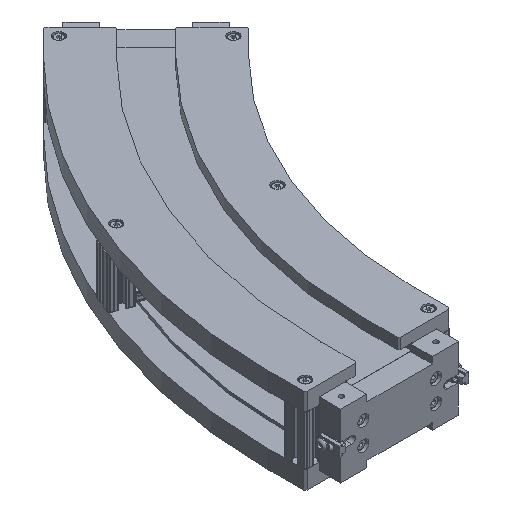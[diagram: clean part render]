
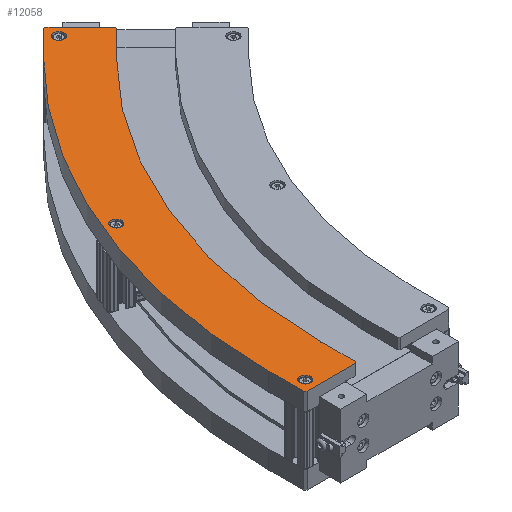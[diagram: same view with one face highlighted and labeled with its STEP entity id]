
A CAD part, isometric view. The second image highlights one B-rep face of the part: STEP entity #12058.
In plain terms, the highlighted planar face has unit normal (0, 0, 1).
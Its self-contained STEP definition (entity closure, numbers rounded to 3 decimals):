
#325=FACE_BOUND('',#1763,.T.);
#326=FACE_BOUND('',#1764,.T.);
#327=FACE_BOUND('',#1765,.T.);
#596=PLANE('',#13263);
#1123=FACE_OUTER_BOUND('',#1762,.T.);
#1762=EDGE_LOOP('',(#10074,#10075,#10076,#10077,#10078,#10079,#10080,#10081,
#10082,#10083,#10084,#10085));
#1763=EDGE_LOOP('',(#10086));
#1764=EDGE_LOOP('',(#10087));
#1765=EDGE_LOOP('',(#10088));
#2770=LINE('',#19377,#3936);
#2775=LINE('',#19386,#3941);
#2789=LINE('',#19456,#3955);
#2791=LINE('',#19460,#3957);
#2815=LINE('',#19514,#3981);
#2820=LINE('',#19523,#3986);
#2825=LINE('',#19537,#3991);
#2833=LINE('',#19558,#3999);
#2837=LINE('',#19569,#4003);
#2840=LINE('',#19576,#4006);
#3936=VECTOR('',#15850,10.);
#3941=VECTOR('',#15859,10.);
#3955=VECTOR('',#15947,10.);
#3957=VECTOR('',#15951,10.);
#3981=VECTOR('',#15993,10.);
#3986=VECTOR('',#16000,10.);
#3991=VECTOR('',#16015,10.);
#3999=VECTOR('',#16043,10.);
#4003=VECTOR('',#16059,10.);
#4006=VECTOR('',#16068,10.);
#4637=CIRCLE('',#13194,7.5);
#4643=CIRCLE('',#13206,7.5);
#4649=CIRCLE('',#13218,7.5);
#4661=CIRCLE('',#13254,679.);
#4662=CIRCLE('',#13260,750.);
#5545=VERTEX_POINT('',#19374);
#5546=VERTEX_POINT('',#19376);
#5547=VERTEX_POINT('',#19383);
#5548=VERTEX_POINT('',#19385);
#5551=VERTEX_POINT('',#19394);
#5557=VERTEX_POINT('',#19416);
#5563=VERTEX_POINT('',#19438);
#5567=VERTEX_POINT('',#19455);
#5568=VERTEX_POINT('',#19459);
#5589=VERTEX_POINT('',#19513);
#5592=VERTEX_POINT('',#19521);
#5596=VERTEX_POINT('',#19536);
#5599=VERTEX_POINT('',#19557);
#5600=VERTEX_POINT('',#19568);
#5601=VERTEX_POINT('',#19572);
#7055=EDGE_CURVE('',#5546,#5545,#2770,.T.);
#7060=EDGE_CURVE('',#5547,#5548,#2775,.T.);
#7064=EDGE_CURVE('',#5551,#5551,#4637,.T.);
#7074=EDGE_CURVE('',#5557,#5557,#4643,.T.);
#7084=EDGE_CURVE('',#5563,#5563,#4649,.T.);
#7092=EDGE_CURVE('',#5546,#5567,#2789,.T.);
#7094=EDGE_CURVE('',#5568,#5548,#2791,.T.);
#7122=EDGE_CURVE('',#5589,#5545,#2815,.T.);
#7127=EDGE_CURVE('',#5589,#5592,#2820,.T.);
#7134=EDGE_CURVE('',#5568,#5596,#2825,.T.);
#7144=EDGE_CURVE('',#5599,#5596,#2833,.T.);
#7146=EDGE_CURVE('',#5592,#5599,#4661,.T.);
#7149=EDGE_CURVE('',#5600,#5567,#2837,.T.);
#7151=EDGE_CURVE('',#5601,#5600,#4662,.T.);
#7153=EDGE_CURVE('',#5547,#5601,#2840,.T.);
#10074=ORIENTED_EDGE('',*,*,#7092,.F.);
#10075=ORIENTED_EDGE('',*,*,#7055,.T.);
#10076=ORIENTED_EDGE('',*,*,#7122,.F.);
#10077=ORIENTED_EDGE('',*,*,#7127,.T.);
#10078=ORIENTED_EDGE('',*,*,#7146,.T.);
#10079=ORIENTED_EDGE('',*,*,#7144,.T.);
#10080=ORIENTED_EDGE('',*,*,#7134,.F.);
#10081=ORIENTED_EDGE('',*,*,#7094,.T.);
#10082=ORIENTED_EDGE('',*,*,#7060,.F.);
#10083=ORIENTED_EDGE('',*,*,#7153,.T.);
#10084=ORIENTED_EDGE('',*,*,#7151,.T.);
#10085=ORIENTED_EDGE('',*,*,#7149,.T.);
#10086=ORIENTED_EDGE('',*,*,#7064,.T.);
#10087=ORIENTED_EDGE('',*,*,#7074,.T.);
#10088=ORIENTED_EDGE('',*,*,#7084,.T.);
#12058=ADVANCED_FACE('',(#1123,#325,#326,#327),#596,.T.);
#13194=AXIS2_PLACEMENT_3D('',#19395,#15869,#15870);
#13206=AXIS2_PLACEMENT_3D('',#19417,#15897,#15898);
#13218=AXIS2_PLACEMENT_3D('',#19439,#15925,#15926);
#13254=AXIS2_PLACEMENT_3D('',#19561,#16047,#16048);
#13260=AXIS2_PLACEMENT_3D('',#19573,#16063,#16064);
#13263=AXIS2_PLACEMENT_3D('',#19578,#16071,#16072);
#15850=DIRECTION('',(-0.707,-0.707,0.));
#15859=DIRECTION('',(-0.707,-0.707,0.));
#15869=DIRECTION('center_axis',(0.,0.,-1.));
#15870=DIRECTION('ref_axis',(1.,0.,0.));
#15897=DIRECTION('center_axis',(0.,0.,-1.));
#15898=DIRECTION('ref_axis',(1.,0.,0.));
#15925=DIRECTION('center_axis',(0.,0.,-1.));
#15926=DIRECTION('ref_axis',(1.,0.,0.));
#15947=DIRECTION('',(1.,0.,0.));
#15951=DIRECTION('',(1.,0.,0.));
#15993=DIRECTION('',(0.,1.,0.));
#16000=DIRECTION('',(0.707,-0.707,0.));
#16015=DIRECTION('',(-0.707,0.707,0.));
#16043=DIRECTION('',(0.,-1.,0.));
#16047=DIRECTION('center_axis',(0.,0.,-1.));
#16048=DIRECTION('ref_axis',(1.,0.,0.));
#16059=DIRECTION('',(-0.707,0.707,0.));
#16063=DIRECTION('center_axis',(0.,0.,1.));
#16064=DIRECTION('ref_axis',(1.,0.,0.));
#16068=DIRECTION('',(0.,1.,0.));
#16071=DIRECTION('center_axis',(0.,0.,1.));
#16072=DIRECTION('ref_axis',(1.,0.,0.));
#19374=CARTESIAN_POINT('',(446.184,516.895,14.5));
#19376=CARTESIAN_POINT('',(493.207,563.918,14.5));
#19377=CARTESIAN_POINT('',(494.975,565.685,14.5));
#19383=CARTESIAN_POINT('',(750.,-47.5,14.5));
#19385=CARTESIAN_POINT('',(747.5,-50.,14.5));
#19386=CARTESIAN_POINT('',(730.,-67.5,14.5));
#19394=CARTESIAN_POINT('',(671.551,281.272,14.5));
#19395=CARTESIAN_POINT('Origin',(679.051,281.272,14.5));
#19416=CARTESIAN_POINT('',(487.475,544.472,14.5));
#19417=CARTESIAN_POINT('Origin',(494.975,544.472,14.5));
#19438=CARTESIAN_POINT('',(727.5,-35.,14.5));
#19439=CARTESIAN_POINT('Origin',(735.,-35.,14.5));
#19455=CARTESIAN_POINT('',(496.743,563.918,14.5));
#19456=CARTESIAN_POINT('',(572.487,563.918,14.5));
#19459=CARTESIAN_POINT('',(681.,-50.,14.5));
#19460=CARTESIAN_POINT('',(550.,-50.,14.5));
#19513=CARTESIAN_POINT('',(446.184,514.067,14.5));
#19514=CARTESIAN_POINT('',(446.184,245.24,14.5));
#19521=CARTESIAN_POINT('',(480.126,480.126,14.5));
#19523=CARTESIAN_POINT('',(631.198,329.053,14.5));
#19536=CARTESIAN_POINT('',(679.,-48.,14.5));
#19537=CARTESIAN_POINT('',(666.5,-35.5,14.5));
#19557=CARTESIAN_POINT('',(679.,0.,14.5));
#19558=CARTESIAN_POINT('',(679.,-12.5,14.5));
#19561=CARTESIAN_POINT('Origin',(0.,0.,14.5));
#19568=CARTESIAN_POINT('',(530.33,530.33,14.5));
#19569=CARTESIAN_POINT('',(530.33,530.33,14.5));
#19572=CARTESIAN_POINT('',(750.,0.,14.5));
#19573=CARTESIAN_POINT('Origin',(0.,0.,14.5));
#19576=CARTESIAN_POINT('',(750.,-50.,14.5));
#19578=CARTESIAN_POINT('Origin',(650.,-25.,14.5));
